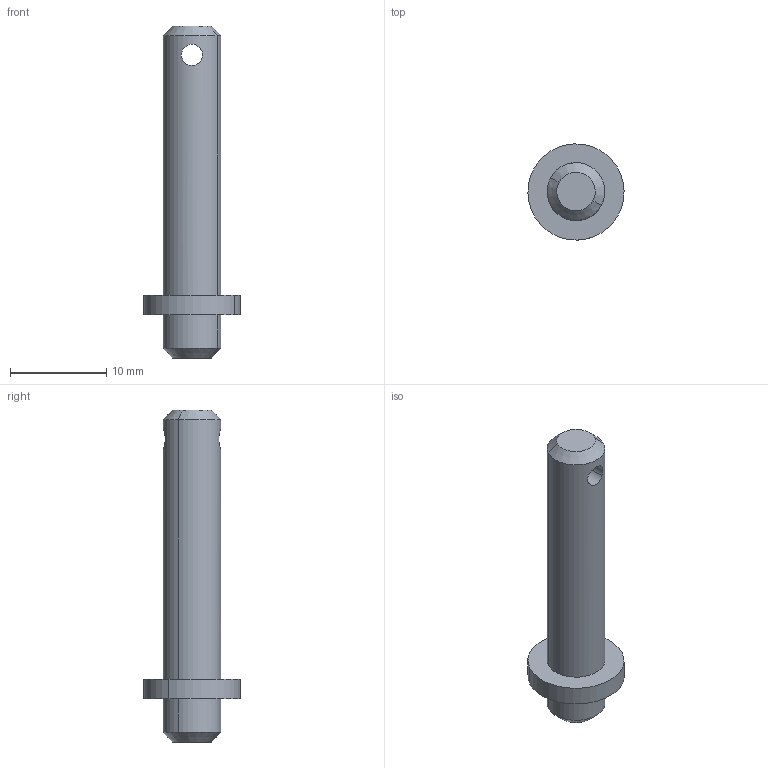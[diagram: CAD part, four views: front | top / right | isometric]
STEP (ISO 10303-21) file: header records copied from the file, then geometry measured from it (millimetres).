
FILE_DESCRIPTION(('CATIA V5 STEP Exchange'),'2;1');
FILE_NAME('Doigt Orientation Charniere - 00.stp','2017-05-20T10:45:33+00:00',('none'),('none'),'CATIA Version 5 Release 16 (IN-10)','CATIA V5 STEP AP203','none');
FILE_SCHEMA(('CONFIG_CONTROL_DESIGN'));
Length unit declared in the file: millimetre
Products named in the file (1): Doigt Orientation Charniere - 00
Bounding box: 10 x 10 x 34.5 mm (x, y, z)
Volume: 1036.8 mm3; surface area: 840.1 mm2
Topology: 1 solids, 1 shells, 16 faces, 32 edges, 20 vertices
Faces by surface type: cylinder 8, cone 4, plane 4
Entity records: 467 total; most frequent: CARTESIAN_POINT 114, ORIENTED_EDGE 64, DIRECTION 50, EDGE_CURVE 32, AXIS2_PLACEMENT_3D 28, EDGE_LOOP 20, VERTEX_POINT 20, ADVANCED_FACE 16
